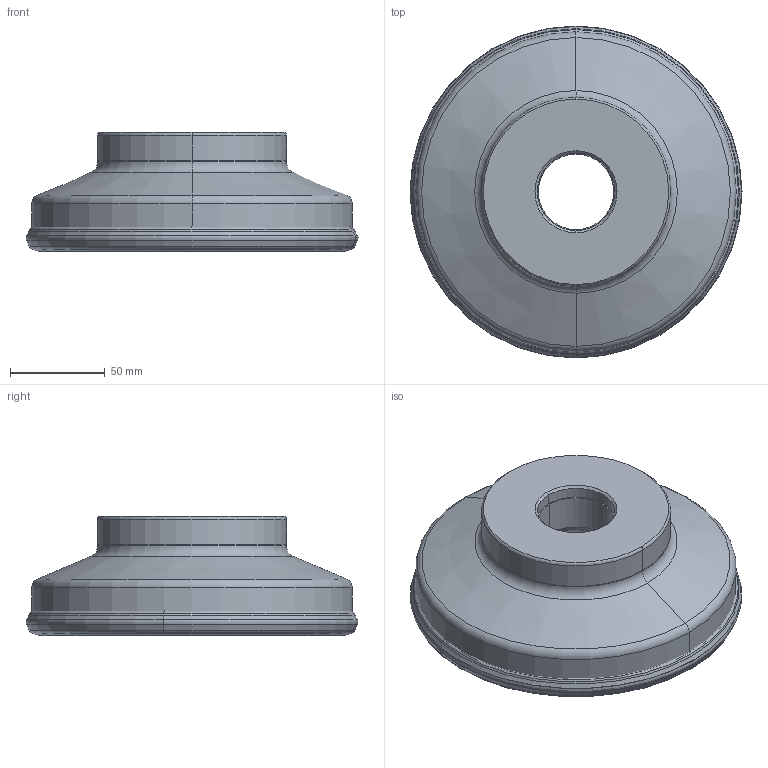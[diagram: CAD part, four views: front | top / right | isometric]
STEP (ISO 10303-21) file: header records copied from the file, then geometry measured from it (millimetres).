
FILE_DESCRIPTION(/* description */ (''),/* implementation_level */ '2;1');
FILE_NAME(/* name */ 'AHX475S-160B12AR_MR3_2.stp',/* time_stamp */ '2021-02-02T08:17:58+09:00',/* author */ (''),/* organization */ (''),/* preprocessor_version */ 'ST-DEVELOPER v16',/* originating_system */ 'SIEMENS PLM Software NX 10.0',/* authorisation */ '');
FILE_SCHEMA (('AUTOMOTIVE_DESIGN { 1 0 10303 214 3 1 1 1 }'));
Length unit declared in the file: millimetre
Products named in the file (1): AHX475S-160B12AR_MR3_2_ASM
Bounding box: 175.64 x 175.64 x 63 mm (x, y, z)
Volume: 913665.3 mm3; surface area: 93910.1 mm2
Topology: 2 solids, 2 shells, 121 faces, 324 edges, 237 vertices
Faces by surface type: torus 64, cone 26, cylinder 14, revolution 10, plane 5, bspline 2
Entity records: 4542 total; most frequent: CARTESIAN_POINT 1164, DIRECTION 817, ORIENTED_EDGE 596, AXIS2_PLACEMENT_3D 382, EDGE_CURVE 298, CIRCLE 262, VERTEX_POINT 182, EDGE_LOOP 126
